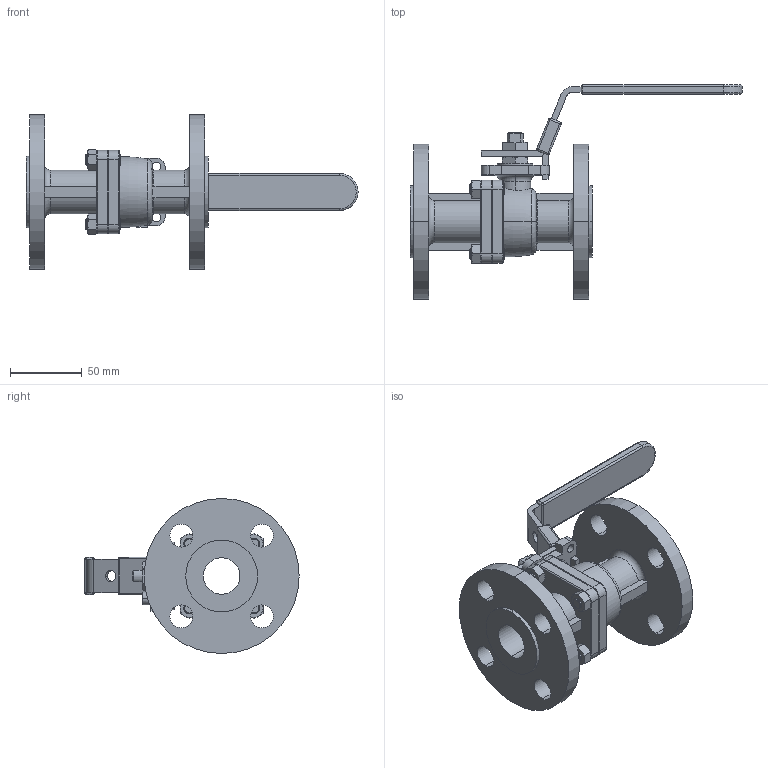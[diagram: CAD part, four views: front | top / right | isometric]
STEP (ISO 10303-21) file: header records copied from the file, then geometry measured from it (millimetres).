
FILE_DESCRIPTION (( 'STEP AP203' ), '1' );
FILE_NAME ('OEM-2640-25NB-SHL_REV_.step', '2025-11-20T00:58:10', ( '' ), ( '' ), 'SwSTEP 2.0', 'SolidWorks 2025', '' );
FILE_SCHEMA (( 'CONFIG_CONTROL_DESIGN' ));
Length unit declared in the file: millimetre
Products named in the file (1): OEM-2640-25NB-SHL_REV_
Bounding box: 231.14 x 149.22 x 107.95 mm (x, y, z)
Volume: 320672.8 mm3; surface area: 93094.5 mm2
Topology: 1 solids, 1 shells, 415 faces, 1023 edges, 622 vertices
Faces by surface type: plane 145, cylinder 124, cone 95, torus 23, sphere 20, bspline 8
Entity records: 13200 total; most frequent: CARTESIAN_POINT 3375, DIRECTION 2086, ORIENTED_EDGE 2022, EDGE_CURVE 1011, AXIS2_PLACEMENT_3D 846, VERTEX_POINT 618, EDGE_LOOP 467, CIRCLE 438
